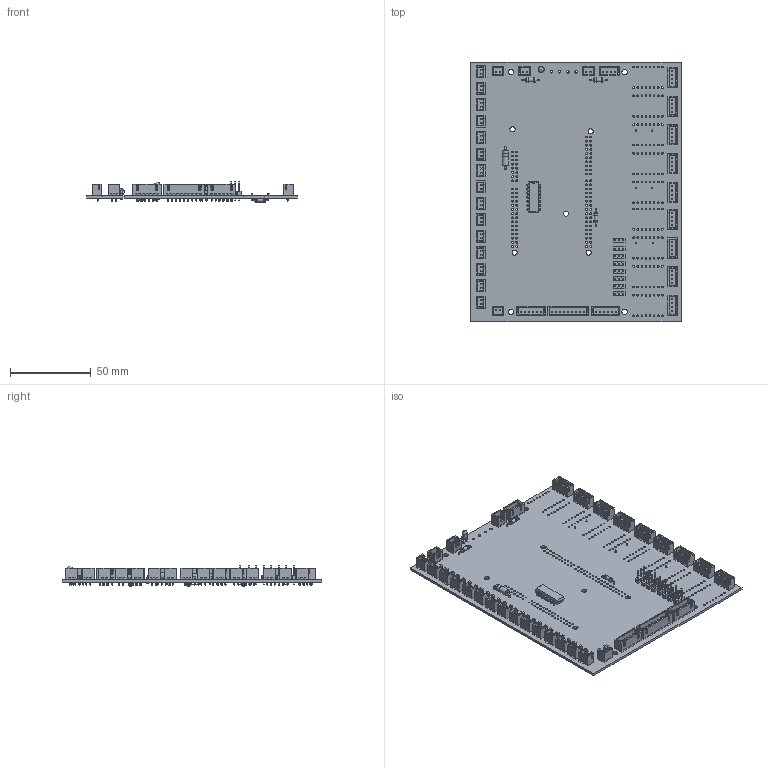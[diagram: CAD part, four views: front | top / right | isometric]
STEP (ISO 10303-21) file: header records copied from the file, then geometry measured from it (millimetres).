
FILE_DESCRIPTION(('KiCad electronic assembly'),'2;1');
FILE_NAME('Board_Main.step','2025-03-22T21:45:57',('Pcbnew'),('Kicad'), 'Open CASCADE STEP processor 7.8','KiCad to STEP converter','Unknown' );
FILE_SCHEMA(('AUTOMOTIVE_DESIGN { 1 0 10303 214 1 1 1 1 }'));
Length unit declared in the file: millimetre
Products named in the file (11): Board_Main 1; JST_XH_B2B-XH-A_1x02_P2.50mm_Vertical; PinHeader_1x03_P2.54mm_Vertical; LED_D3.0mm; JST_XH_B6B-XH-A_1x06_P2.50mm_Vertical; JST_XH_B4B-XH-A_1x04_P2.50mm_Vertical; R_Axial_DIN0207_L6.3mm_D2.5mm_P10.16mm_Horizontal; D_5W_P12.70mm_Horizontal; DIP-14_W7.62mm; JST_XH_B9B-XH-A_1x09_P2.50mm_Vertical; Board_Main_PCB
Assembly tree (50 placements, depth 2):
  Board_Main 1
    JST_XH_B2B-XH-A_1x02_P2.50mm_Vertical  x19
    PinHeader_1x03_P2.54mm_Vertical  x8
    LED_D3.0mm
    JST_XH_B6B-XH-A_1x06_P2.50mm_Vertical  x2
    JST_XH_B4B-XH-A_1x04_P2.50mm_Vertical  x10
    R_Axial_DIN0207_L6.3mm_D2.5mm_P10.16mm_Horizontal  x6
    D_5W_P12.70mm_Horizontal
    DIP-14_W7.62mm
    JST_XH_B9B-XH-A_1x09_P2.50mm_Vertical
    Board_Main_PCB
Bounding box: 130 x 160 x 12.72 mm (x, y, z)
Volume: 38595.4 mm3; surface area: 63072.2 mm2
Topology: 50 solids, 50 shells, 5155 faces, 13440 edges, 8660 vertices
Faces by surface type: plane 4484, cylinder 618, torus 26, bspline 26, sphere 1
Full cylindrical faces by diameter (mm): 0.6 x24, 0.8 x26, 0.9 x2, 0.95 x61, 1 x206, 1.02 x100, 1.1 x4, 1.4 x2, 1.52 x4, 2.25 x6, 2.5 x12, 3 x1, 3.2 x5, 3.3 x4, 3.7 x2, 3.72 x1
Entity records: 55575 total; most frequent: CARTESIAN_POINT 8438, ORIENTED_EDGE 7916, DIRECTION 7900, EDGE_CURVE 3958, LINE 2984, VECTOR 2984, VERTEX_POINT 2557, AXIS2_PLACEMENT_3D 2458
